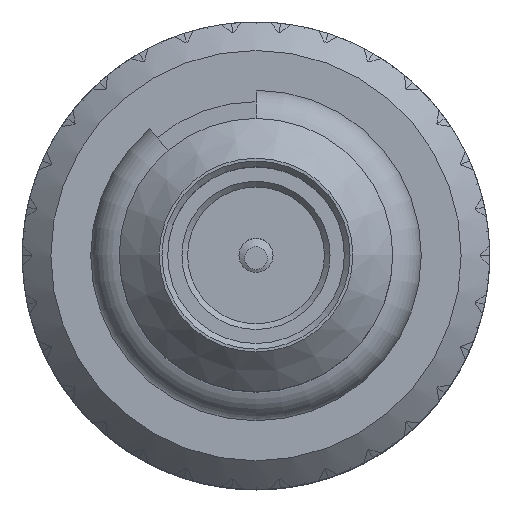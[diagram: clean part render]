
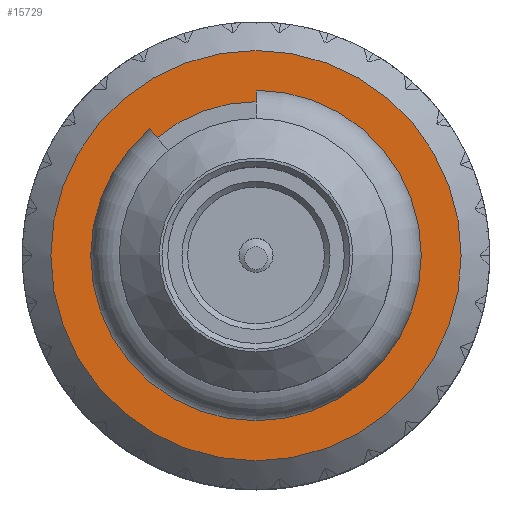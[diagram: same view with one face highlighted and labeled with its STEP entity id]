
A CAD part, top view. The second image highlights one B-rep face of the part: STEP entity #15729.
In plain terms, the highlighted planar face has unit normal (0, 0, 1).
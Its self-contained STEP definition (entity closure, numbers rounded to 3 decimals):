
#15729 = ADVANCED_FACE( '', ( #38039, #38040 ), #38041, .F. );
#38039 = FACE_OUTER_BOUND( '', #159063, .T. );
#38040 = FACE_BOUND( '', #159064, .T. );
#38041 = PLANE( '', #159065 );
#159063 = EDGE_LOOP( '', ( #392471 ) );
#159064 = EDGE_LOOP( '', ( #392472 ) );
#159065 = AXIS2_PLACEMENT_3D( '', #392473, #392474, #392475 );
#392471 = ORIENTED_EDGE( '', *, *, #444148, .T. );
#392472 = ORIENTED_EDGE( '', *, *, #434314, .T. );
#392473 = CARTESIAN_POINT( '', ( 0., 0., 0. ) );
#392474 = DIRECTION( '', ( 0., 0., -1. ) );
#392475 = DIRECTION( '', ( -1., 0., 0. ) );
#434314 = EDGE_CURVE( '', #466158, #466158, #466159, .T. );
#444148 = EDGE_CURVE( '', #480628, #480628, #480629, .F. );
#466158 = VERTEX_POINT( '', #528703 );
#466159 = CIRCLE( '', #528704, 1.35 );
#480628 = VERTEX_POINT( '', #604188 );
#480629 = CIRCLE( '', #604189, 1.8 );
#528703 = CARTESIAN_POINT( '', ( -1.35, 0., 0. ) );
#528704 = AXIS2_PLACEMENT_3D( '', #696891, #696892, #696893 );
#604188 = CARTESIAN_POINT( '', ( -1.8, 0., 0. ) );
#604189 = AXIS2_PLACEMENT_3D( '', #697806, #697807, #697808 );
#696891 = CARTESIAN_POINT( '', ( 0., 0., 0. ) );
#696892 = DIRECTION( '', ( 0., 0., -1. ) );
#696893 = DIRECTION( '', ( -1., 0., 0. ) );
#697806 = CARTESIAN_POINT( '', ( 0., 0., 0. ) );
#697807 = DIRECTION( '', ( 0., 0., -1. ) );
#697808 = DIRECTION( '', ( -1., 0., 0. ) );
